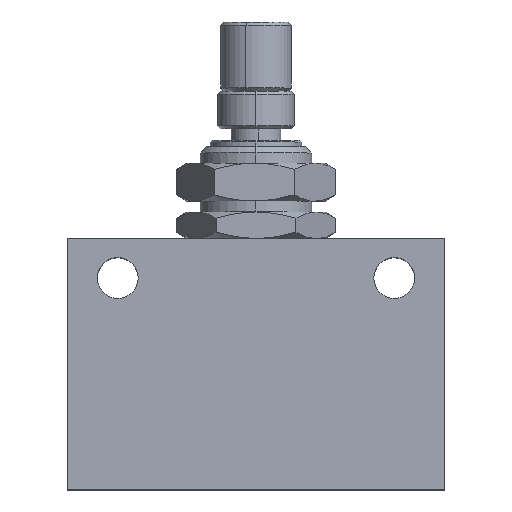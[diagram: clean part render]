
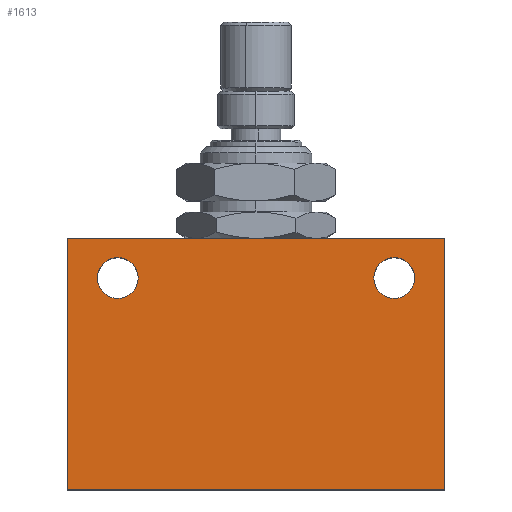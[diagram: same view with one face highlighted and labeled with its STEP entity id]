
A CAD part, top view. The second image highlights one B-rep face of the part: STEP entity #1613.
In plain terms, the highlighted planar face has unit normal (0, 0, 1).
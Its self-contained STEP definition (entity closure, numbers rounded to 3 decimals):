
#72 = ORIENTED_EDGE ( 'NONE', *, *, #2214, .F. ) ;
#73 = ORIENTED_EDGE ( 'NONE', *, *, #1699, .F. ) ;
#74 = ORIENTED_EDGE ( 'NONE', *, *, #2215, .F. ) ;
#75 = ORIENTED_EDGE ( 'NONE', *, *, #689, .F. ) ;
#76 = ORIENTED_EDGE ( 'NONE', *, *, #2274, .T. ) ;
#77 = ORIENTED_EDGE ( 'NONE', *, *, #2209, .T. ) ;
#78 = ORIENTED_EDGE ( 'NONE', *, *, #1642, .T. ) ;
#79 = ORIENTED_EDGE ( 'NONE', *, *, #698, .T. ) ;
#166 = CIRCLE ( 'NONE', #2281, 3.25 ) ;
#184 = LINE ( 'NONE', #3178, #186 ) ;
#186 = VECTOR ( 'NONE', #3207, 1000. ) ;
#262 = VERTEX_POINT ( 'NONE', #3092 ) ;
#578 = EDGE_LOOP ( 'NONE', ( #76, #77, #78, #79 ) ) ;
#580 = EDGE_LOOP ( 'NONE', ( #72, #73 ) ) ;
#582 = EDGE_LOOP ( 'NONE', ( #74, #75 ) ) ;
#614 = VERTEX_POINT ( 'NONE', #3041 ) ;
#622 = VERTEX_POINT ( 'NONE', #3019 ) ;
#641 = VERTEX_POINT ( 'NONE', #2966 ) ;
#648 = VERTEX_POINT ( 'NONE', #2959 ) ;
#689 = EDGE_CURVE ( 'NONE', #641, #648, #166, .T. ) ;
#698 = EDGE_CURVE ( 'NONE', #614, #782, #184, .T. ) ;
#781 = VERTEX_POINT ( 'NONE', #872 ) ;
#782 = VERTEX_POINT ( 'NONE', #871 ) ;
#861 = CARTESIAN_POINT ( 'NONE',  ( 4.75, 33.7, 12.5 ) ) ;
#871 = CARTESIAN_POINT ( 'NONE',  ( 0., 40., 12.5 ) ) ;
#872 = CARTESIAN_POINT ( 'NONE',  ( 60., 0., 12.5 ) ) ;
#910 = VERTEX_POINT ( 'NONE', #861 ) ;
#1113 = CARTESIAN_POINT ( 'NONE',  ( 8., 33.7, 12.5 ) ) ;
#1114 = DIRECTION ( 'NONE',  ( 0., 0., 1. ) ) ;
#1115 = DIRECTION ( 'NONE',  ( 1., 0., 0. ) ) ;
#1127 = CARTESIAN_POINT ( 'NONE',  ( 0., 0., 12.5 ) ) ;
#1128 = DIRECTION ( 'NONE',  ( 1., 0., 0. ) ) ;
#1139 = CARTESIAN_POINT ( 'NONE',  ( 8., 33.7, 12.5 ) ) ;
#1140 = DIRECTION ( 'NONE',  ( 0., 0., 1. ) ) ;
#1141 = DIRECTION ( 'NONE',  ( 1., 0., 0. ) ) ;
#1143 = CARTESIAN_POINT ( 'NONE',  ( 52., 33.7, 12.5 ) ) ;
#1144 = DIRECTION ( 'NONE',  ( 0., 0., 1. ) ) ;
#1145 = DIRECTION ( 'NONE',  ( 1., 0., 0. ) ) ;
#1513 = CARTESIAN_POINT ( 'NONE',  ( 0., 0., 12.5 ) ) ;
#1514 = DIRECTION ( 'NONE',  ( 0., -1., 0. ) ) ;
#1613 = ADVANCED_FACE ( 'NONE', ( #2377, #2381, #2378 ), #1741, .F. ) ;
#1642 = EDGE_CURVE ( 'NONE', #781, #614, #2425, .T. ) ;
#1699 = EDGE_CURVE ( 'NONE', #910, #262, #2471, .T. ) ;
#1741 = PLANE ( 'NONE',  #2118 ) ;
#1747 = CARTESIAN_POINT ( 'NONE',  ( 0., 40., 12.5 ) ) ;
#1748 = DIRECTION ( 'NONE',  ( 0., 0., -1. ) ) ;
#1749 = DIRECTION ( 'NONE',  ( -1., 0., 0. ) ) ;
#1901 = DIRECTION ( 'NONE',  ( 0., 1., 0. ) ) ;
#1902 = CARTESIAN_POINT ( 'NONE',  ( 60., 0., 12.5 ) ) ;
#1963 = VECTOR ( 'NONE', #1514, 1000. ) ;
#2118 = AXIS2_PLACEMENT_3D ( 'NONE', #1747, #1748, #1749 ) ;
#2170 = AXIS2_PLACEMENT_3D ( 'NONE', #1113, #1114, #1115 ) ;
#2173 = AXIS2_PLACEMENT_3D ( 'NONE', #1139, #1140, #1141 ) ;
#2174 = AXIS2_PLACEMENT_3D ( 'NONE', #1143, #1144, #1145 ) ;
#2209 = EDGE_CURVE ( 'NONE', #622, #781, #2473, .T. ) ;
#2214 = EDGE_CURVE ( 'NONE', #262, #910, #2470, .T. ) ;
#2215 = EDGE_CURVE ( 'NONE', #648, #641, #2482, .T. ) ;
#2274 = EDGE_CURVE ( 'NONE', #782, #622, #2569, .T. ) ;
#2281 = AXIS2_PLACEMENT_3D ( 'NONE', #3221, #3220, #3219 ) ;
#2377 = FACE_BOUND ( 'NONE', #580, .T. ) ;
#2378 = FACE_OUTER_BOUND ( 'NONE', #578, .T. ) ;
#2381 = FACE_BOUND ( 'NONE', #582, .T. ) ;
#2425 = LINE ( 'NONE', #1902, #2427 ) ;
#2427 = VECTOR ( 'NONE', #1901, 1000. ) ;
#2470 = CIRCLE ( 'NONE', #2173, 3.25 ) ;
#2471 = CIRCLE ( 'NONE', #2170, 3.25 ) ;
#2473 = LINE ( 'NONE', #1127, #2475 ) ;
#2475 = VECTOR ( 'NONE', #1128, 1000. ) ;
#2482 = CIRCLE ( 'NONE', #2174, 3.25 ) ;
#2569 = LINE ( 'NONE', #1513, #1963 ) ;
#2959 = CARTESIAN_POINT ( 'NONE',  ( 55.25, 33.7, 12.5 ) ) ;
#2966 = CARTESIAN_POINT ( 'NONE',  ( 48.75, 33.7, 12.5 ) ) ;
#3019 = CARTESIAN_POINT ( 'NONE',  ( 0., 0., 12.5 ) ) ;
#3041 = CARTESIAN_POINT ( 'NONE',  ( 60., 40., 12.5 ) ) ;
#3092 = CARTESIAN_POINT ( 'NONE',  ( 11.25, 33.7, 12.5 ) ) ;
#3178 = CARTESIAN_POINT ( 'NONE',  ( 0., 40., 12.5 ) ) ;
#3207 = DIRECTION ( 'NONE',  ( -1., 0., 0. ) ) ;
#3219 = DIRECTION ( 'NONE',  ( 1., 0., 0. ) ) ;
#3220 = DIRECTION ( 'NONE',  ( 0., 0., 1. ) ) ;
#3221 = CARTESIAN_POINT ( 'NONE',  ( 52., 33.7, 12.5 ) ) ;
